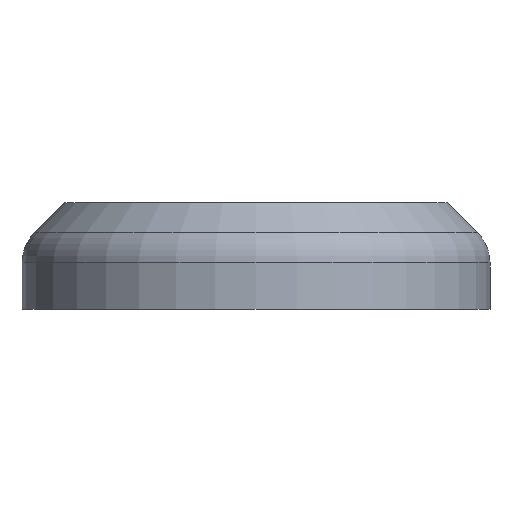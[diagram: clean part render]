
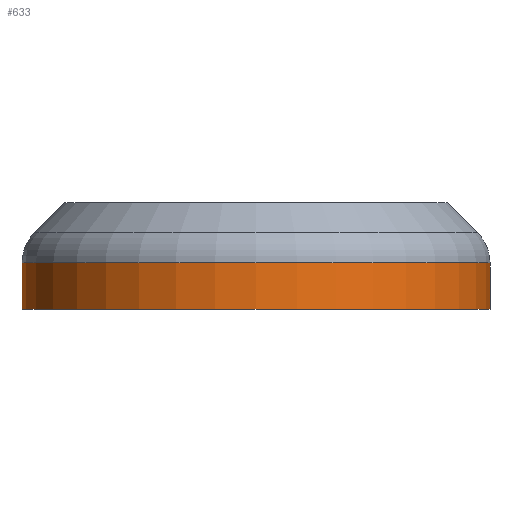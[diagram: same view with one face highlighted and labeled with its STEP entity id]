
A CAD part, front view. The second image highlights one B-rep face of the part: STEP entity #633.
In plain terms, the highlighted cylindrical face has radius 11 mm (diameter 22 mm), a partial arc.
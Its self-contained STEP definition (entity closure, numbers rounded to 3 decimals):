
#23=CYLINDRICAL_SURFACE('',#702,11.);
#49=LINE('',#1057,#99);
#50=LINE('',#1060,#100);
#99=VECTOR('',#827,10.);
#100=VECTOR('',#830,10.);
#161=FACE_OUTER_BOUND('',#202,.T.);
#202=EDGE_LOOP('',(#493,#494,#495,#496));
#239=CIRCLE('',#692,11.);
#246=CIRCLE('',#703,11.);
#295=VERTEX_POINT('',#1024);
#296=VERTEX_POINT('',#1026);
#305=VERTEX_POINT('',#1056);
#306=VERTEX_POINT('',#1058);
#357=EDGE_CURVE('',#295,#296,#239,.T.);
#372=EDGE_CURVE('',#295,#305,#49,.T.);
#373=EDGE_CURVE('',#306,#305,#246,.T.);
#374=EDGE_CURVE('',#296,#306,#50,.T.);
#493=ORIENTED_EDGE('',*,*,#357,.F.);
#494=ORIENTED_EDGE('',*,*,#372,.T.);
#495=ORIENTED_EDGE('',*,*,#373,.F.);
#496=ORIENTED_EDGE('',*,*,#374,.F.);
#633=ADVANCED_FACE('',(#161),#23,.T.);
#692=AXIS2_PLACEMENT_3D('',#1027,#798,#799);
#702=AXIS2_PLACEMENT_3D('',#1055,#825,#826);
#703=AXIS2_PLACEMENT_3D('',#1059,#828,#829);
#798=DIRECTION('center_axis',(0.,0.,-1.));
#799=DIRECTION('ref_axis',(-1.,0.,0.));
#825=DIRECTION('center_axis',(0.,0.,1.));
#826=DIRECTION('ref_axis',(-1.,0.,0.));
#827=DIRECTION('',(0.,0.,1.));
#828=DIRECTION('center_axis',(0.,0.,1.));
#829=DIRECTION('ref_axis',(0.,-1.,0.));
#830=DIRECTION('',(0.,0.,1.));
#1024=CARTESIAN_POINT('',(11.,50.,-2.));
#1026=CARTESIAN_POINT('',(-11.,50.,-2.));
#1027=CARTESIAN_POINT('Origin',(0.,50.,-2.));
#1055=CARTESIAN_POINT('Origin',(0.,50.,1.5));
#1056=CARTESIAN_POINT('',(11.,50.,0.172));
#1057=CARTESIAN_POINT('',(11.,50.,1.5));
#1058=CARTESIAN_POINT('',(-11.,50.,0.172));
#1059=CARTESIAN_POINT('Origin',(0.,50.,0.172));
#1060=CARTESIAN_POINT('',(-11.,50.,1.5));
